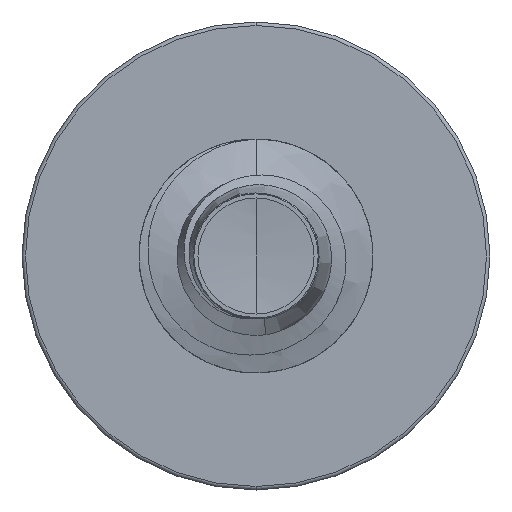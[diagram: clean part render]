
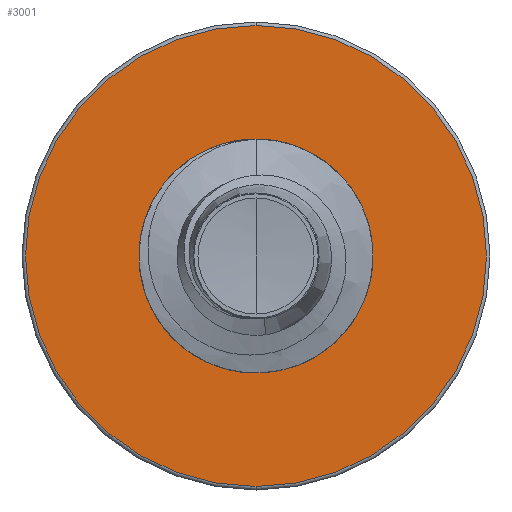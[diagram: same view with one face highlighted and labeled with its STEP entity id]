
A CAD part, front view. The second image highlights one B-rep face of the part: STEP entity #3001.
In plain terms, the highlighted planar face has unit normal (0, -1, 0).
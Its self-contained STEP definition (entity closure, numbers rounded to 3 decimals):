
#694 = FACE_OUTER_BOUND ( 'NONE', #9026, .T. ) ;
#1312 = CIRCLE ( 'NONE', #3141, 2.415 ) ;
#1557 = CARTESIAN_POINT ( 'NONE',  ( 0., 15., -2.415 ) ) ;
#1611 = DIRECTION ( 'NONE',  ( 0., 0., 1. ) ) ;
#1616 = DIRECTION ( 'NONE',  ( 0., 1., 0. ) ) ;
#1649 = CARTESIAN_POINT ( 'NONE',  ( 0., 15., 0. ) ) ;
#2298 = AXIS2_PLACEMENT_3D ( 'NONE', #6001, #5981, #5970 ) ;
#2337 = AXIS2_PLACEMENT_3D ( 'NONE', #6092, #6071, #6062 ) ;
#2648 = CARTESIAN_POINT ( 'NONE',  ( 0., 15., 4.925 ) ) ;
#3001 = ADVANCED_FACE ( 'NONE', ( #694, #6711 ), #10821, .F. ) ;
#3112 = DIRECTION ( 'NONE',  ( 0., 0., 1. ) ) ;
#3140 = DIRECTION ( 'NONE',  ( 0., 1., 0. ) ) ;
#3141 = AXIS2_PLACEMENT_3D ( 'NONE', #1649, #1616, #1611 ) ;
#3146 = CARTESIAN_POINT ( 'NONE',  ( 0., 15., 0. ) ) ;
#3882 = VERTEX_POINT ( 'NONE', #12111 ) ;
#3895 = ORIENTED_EDGE ( 'NONE', *, *, #17538, .F. ) ;
#5413 = ORIENTED_EDGE ( 'NONE', *, *, #16706, .F. ) ;
#5666 = AXIS2_PLACEMENT_3D ( 'NONE', #3146, #3140, #3112 ) ;
#5970 = DIRECTION ( 'NONE',  ( 0., 0., 1. ) ) ;
#5981 = DIRECTION ( 'NONE',  ( 0., 1., 0. ) ) ;
#6001 = CARTESIAN_POINT ( 'NONE',  ( 0., 15., 0. ) ) ;
#6062 = DIRECTION ( 'NONE',  ( 0., 0., 1. ) ) ;
#6071 = DIRECTION ( 'NONE',  ( 0., 1., 0. ) ) ;
#6092 = CARTESIAN_POINT ( 'NONE',  ( 0., 15., 0. ) ) ;
#6583 = ORIENTED_EDGE ( 'NONE', *, *, #17528, .T. ) ;
#6711 = FACE_BOUND ( 'NONE', #15924, .T. ) ;
#8687 = CIRCLE ( 'NONE', #2298, 4.925 ) ;
#9026 = EDGE_LOOP ( 'NONE', ( #5413, #3895 ) ) ;
#9313 = VERTEX_POINT ( 'NONE', #14870 ) ;
#10821 = PLANE ( 'NONE',  #16109 ) ;
#11544 = CARTESIAN_POINT ( 'NONE',  ( 0., 15., -2.415 ) ) ;
#12111 = CARTESIAN_POINT ( 'NONE',  ( 0., 15., 2.415 ) ) ;
#12404 = DIRECTION ( 'NONE',  ( 0., 1., 0. ) ) ;
#13021 = CIRCLE ( 'NONE', #2337, 2.415 ) ;
#13148 = DIRECTION ( 'NONE',  ( 0., 0., 1. ) ) ;
#14870 = CARTESIAN_POINT ( 'NONE',  ( 0., 15., -4.925 ) ) ;
#15924 = EDGE_LOOP ( 'NONE', ( #6583, #18701 ) ) ;
#16109 = AXIS2_PLACEMENT_3D ( 'NONE', #11544, #12404, #13148 ) ;
#16379 = VERTEX_POINT ( 'NONE', #2648 ) ;
#16554 = VERTEX_POINT ( 'NONE', #1557 ) ;
#16706 = EDGE_CURVE ( 'NONE', #16379, #9313, #17718, .T. ) ;
#17360 = EDGE_CURVE ( 'NONE', #16554, #3882, #1312, .T. ) ;
#17528 = EDGE_CURVE ( 'NONE', #3882, #16554, #13021, .T. ) ;
#17538 = EDGE_CURVE ( 'NONE', #9313, #16379, #8687, .T. ) ;
#17718 = CIRCLE ( 'NONE', #5666, 4.925 ) ;
#18701 = ORIENTED_EDGE ( 'NONE', *, *, #17360, .T. ) ;
